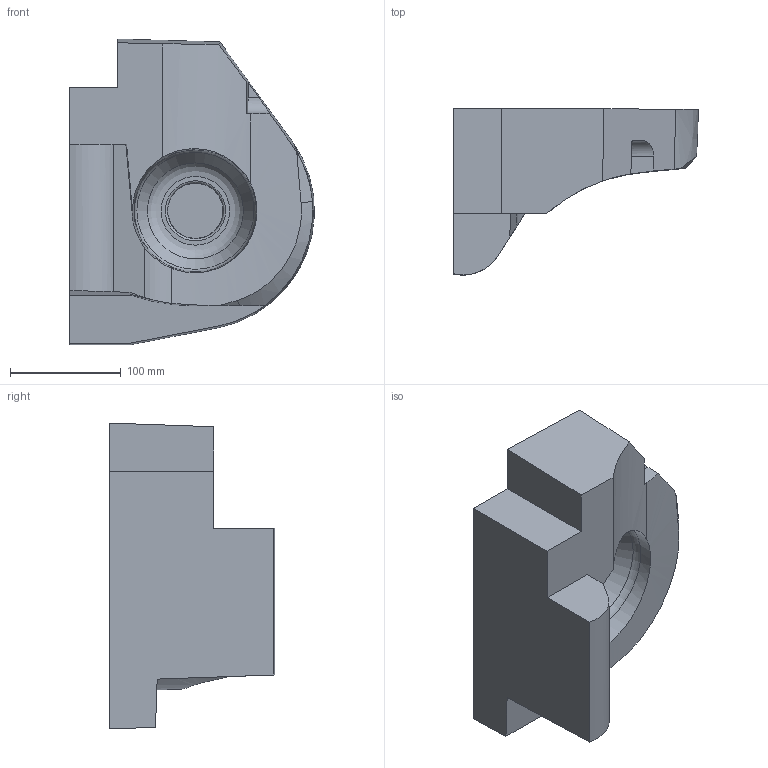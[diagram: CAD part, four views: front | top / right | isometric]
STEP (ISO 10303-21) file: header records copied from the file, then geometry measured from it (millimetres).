
FILE_DESCRIPTION(('Open CASCADE Model'),'2;1');
FILE_NAME('Open CASCADE Shape Model','2005-02-11T08:16:38',('Author'),( 'Open CASCADE'),'Open CASCADE STEP processor 5.2','Open CASCADE 5.2' ,'Unknown');
FILE_SCHEMA(('AUTOMOTIVE_DESIGN_CC2 { 1 2 10303 214 -1 1 5 4 }'));
Length unit declared in the file: millimetre
Products named in the file (1): Product 1
Bounding box: 220.88 x 149.52 x 275.93 mm (x, y, z)
Volume: 3364150.3 mm3; surface area: 194978.5 mm2
Topology: 1 solids, 1 shells, 36 faces, 96 edges, 63 vertices
Faces by surface type: plane 22, cone 6, cylinder 5, torus 3
Entity records: 2818 total; most frequent: CARTESIAN_POINT 1036, DIRECTION 289, ORIENTED_EDGE 192, PCURVE 192, DEFINITIONAL_REPRESENTATION 192, LINE 130, VECTOR 130, B_SPLINE_CURVE_WITH_KNOTS 101
